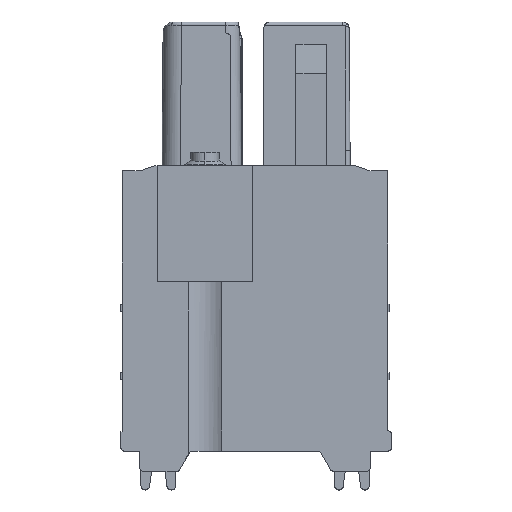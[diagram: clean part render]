
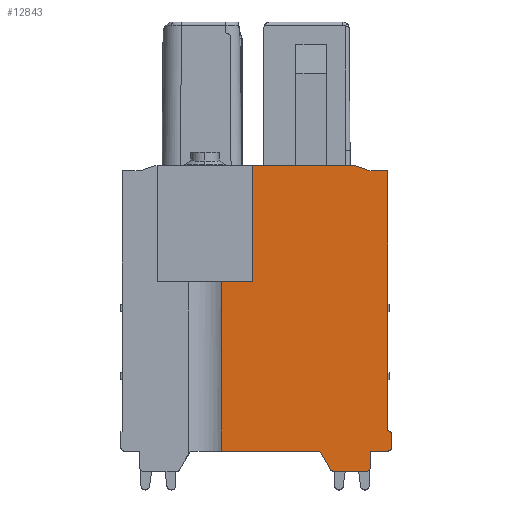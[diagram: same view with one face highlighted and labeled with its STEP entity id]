
A CAD part, top view. The second image highlights one B-rep face of the part: STEP entity #12843.
In plain terms, the highlighted planar face has unit normal (0, 0, 1).
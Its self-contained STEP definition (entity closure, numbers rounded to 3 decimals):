
#3682=DIRECTION('',(0.,-1.,0.));
#3683=VECTOR('',#3682,5.7);
#3684=CARTESIAN_POINT('',(6.4,14.,-4.85));
#3685=LINE('',#3684,#3683);
#3694=DIRECTION('',(1.,0.,0.));
#3695=VECTOR('',#3694,1.521);
#3696=CARTESIAN_POINT('',(4.879,8.3,-4.85));
#3697=LINE('',#3696,#3695);
#3698=DIRECTION('',(1.,0.,0.));
#3699=VECTOR('',#3698,5.06);
#3700=CARTESIAN_POINT('',(6.4,14.,-4.85));
#3701=LINE('',#3700,#3699);
#3702=DIRECTION('',(0.94,-0.342,0.));
#3703=VECTOR('',#3702,0.731);
#3704=CARTESIAN_POINT('',(11.46,14.,-4.85));
#3705=LINE('',#3704,#3703);
#3706=DIRECTION('',(1.,0.,0.));
#3707=VECTOR('',#3706,0.873);
#3708=CARTESIAN_POINT('',(12.147,13.75,-4.85));
#3709=LINE('',#3708,#3707);
#3710=DIRECTION('',(0.,-1.,0.));
#3711=VECTOR('',#3710,12.749);
#3712=CARTESIAN_POINT('',(13.02,13.75,-4.85));
#3713=LINE('',#3712,#3711);
#3714=DIRECTION('',(0.966,-0.259,0.));
#3715=VECTOR('',#3714,0.043);
#3716=CARTESIAN_POINT('',(13.02,1.001,-4.85));
#3717=LINE('',#3716,#3715);
#3718=CARTESIAN_POINT('',(13.01,0.797,-4.85));
#3719=DIRECTION('',(0.,0.,-1.));
#3720=DIRECTION('',(0.259,0.966,0.));
#3721=AXIS2_PLACEMENT_3D('',#3718,#3719,#3720);
#3723=DIRECTION('',(0.,-1.,0.));
#3724=VECTOR('',#3723,0.597);
#3725=CARTESIAN_POINT('',(13.21,0.797,-4.85));
#3726=LINE('',#3725,#3724);
#3727=CARTESIAN_POINT('',(13.01,0.2,-4.85));
#3728=DIRECTION('',(0.,0.,-1.));
#3729=DIRECTION('',(1.,0.,0.));
#3730=AXIS2_PLACEMENT_3D('',#3727,#3728,#3729);
#3732=DIRECTION('',(-1.,0.,0.));
#3733=VECTOR('',#3732,0.84);
#3734=CARTESIAN_POINT('',(13.01,0.,-4.85));
#3735=LINE('',#3734,#3733);
#3736=DIRECTION('',(0.,-1.,0.));
#3737=VECTOR('',#3736,0.8);
#3738=CARTESIAN_POINT('',(12.17,0.,-4.85));
#3739=LINE('',#3738,#3737);
#3740=CARTESIAN_POINT('',(11.97,-0.8,-4.85));
#3741=DIRECTION('',(0.,0.,-1.));
#3742=DIRECTION('',(1.,0.,0.));
#3743=AXIS2_PLACEMENT_3D('',#3740,#3741,#3742);
#3745=DIRECTION('',(-1.,0.,0.));
#3746=VECTOR('',#3745,1.585);
#3747=CARTESIAN_POINT('',(11.97,-1.,-4.85));
#3748=LINE('',#3747,#3746);
#3749=CARTESIAN_POINT('',(10.385,-0.8,-4.85));
#3750=DIRECTION('',(0.,0.,-1.));
#3751=DIRECTION('',(0.,-1.,0.));
#3752=AXIS2_PLACEMENT_3D('',#3749,#3750,#3751);
#3754=DIRECTION('',(-0.5,0.866,0.));
#3755=VECTOR('',#3754,1.039);
#3756=CARTESIAN_POINT('',(10.212,-0.9,-4.85));
#3757=LINE('',#3756,#3755);
#3758=DIRECTION('',(-1.,0.,0.));
#3759=VECTOR('',#3758,4.813);
#3760=CARTESIAN_POINT('',(9.693,0.,-4.85));
#3761=LINE('',#3760,#3759);
#3766=DIRECTION('',(0.,-1.,0.));
#3767=VECTOR('',#3766,8.3);
#3768=CARTESIAN_POINT('',(4.879,8.3,-4.85));
#3769=LINE('',#3768,#3767);
#7479=CARTESIAN_POINT('',(6.4,14.,-4.85));
#7480=CARTESIAN_POINT('',(11.46,14.,-4.85));
#7481=VERTEX_POINT('',#7479);
#7482=VERTEX_POINT('',#7480);
#7622=CARTESIAN_POINT('',(4.879,8.3,-4.85));
#7623=VERTEX_POINT('',#7622);
#7624=CARTESIAN_POINT('',(4.879,0.,-4.85));
#7625=VERTEX_POINT('',#7624);
#7636=CARTESIAN_POINT('',(6.4,8.3,-4.85));
#7637=VERTEX_POINT('',#7636);
#7638=CARTESIAN_POINT('',(12.147,13.75,-4.85));
#7639=VERTEX_POINT('',#7638);
#7640=CARTESIAN_POINT('',(13.02,13.75,-4.85));
#7641=VERTEX_POINT('',#7640);
#7642=CARTESIAN_POINT('',(13.02,1.001,-4.85));
#7643=VERTEX_POINT('',#7642);
#7644=CARTESIAN_POINT('',(13.062,0.99,-4.85));
#7645=VERTEX_POINT('',#7644);
#7646=CARTESIAN_POINT('',(13.21,0.797,-4.85));
#7647=VERTEX_POINT('',#7646);
#7648=CARTESIAN_POINT('',(13.21,0.2,-4.85));
#7649=VERTEX_POINT('',#7648);
#7650=CARTESIAN_POINT('',(13.01,0.,-4.85));
#7651=VERTEX_POINT('',#7650);
#7652=CARTESIAN_POINT('',(12.17,0.,-4.85));
#7653=VERTEX_POINT('',#7652);
#7654=CARTESIAN_POINT('',(12.17,-0.8,-4.85));
#7655=VERTEX_POINT('',#7654);
#7656=CARTESIAN_POINT('',(11.97,-1.,-4.85));
#7657=VERTEX_POINT('',#7656);
#7658=CARTESIAN_POINT('',(10.385,-1.,-4.85));
#7659=VERTEX_POINT('',#7658);
#7660=CARTESIAN_POINT('',(10.212,-0.9,-4.85));
#7661=VERTEX_POINT('',#7660);
#7662=CARTESIAN_POINT('',(9.693,0.,-4.85));
#7663=VERTEX_POINT('',#7662);
#12811=CARTESIAN_POINT('',(9.045,6.5,-4.85));
#12812=DIRECTION('',(0.,0.,1.));
#12813=DIRECTION('',(1.,0.,0.));
#12814=AXIS2_PLACEMENT_3D('',#12811,#12812,#12813);
#12815=PLANE('',#12814);
#12817=ORIENTED_EDGE('',*,*,#12816,.F.);
#12819=ORIENTED_EDGE('',*,*,#12818,.T.);
#12820=ORIENTED_EDGE('',*,*,#12802,.F.);
#12821=ORIENTED_EDGE('',*,*,#8161,.T.);
#12822=ORIENTED_EDGE('',*,*,#10279,.T.);
#12823=ORIENTED_EDGE('',*,*,#10306,.T.);
#12824=ORIENTED_EDGE('',*,*,#10378,.T.);
#12825=ORIENTED_EDGE('',*,*,#10725,.T.);
#12826=ORIENTED_EDGE('',*,*,#10740,.T.);
#12827=ORIENTED_EDGE('',*,*,#10755,.T.);
#12828=ORIENTED_EDGE('',*,*,#10770,.T.);
#12829=ORIENTED_EDGE('',*,*,#10789,.T.);
#12831=ORIENTED_EDGE('',*,*,#12830,.T.);
#12833=ORIENTED_EDGE('',*,*,#12832,.T.);
#12835=ORIENTED_EDGE('',*,*,#12834,.T.);
#12837=ORIENTED_EDGE('',*,*,#12836,.T.);
#12839=ORIENTED_EDGE('',*,*,#12838,.T.);
#12840=ORIENTED_EDGE('',*,*,#10893,.T.);
#12841=EDGE_LOOP('',(#12817,#12819,#12820,#12821,#12822,#12823,#12824,#12825,
#12826,#12827,#12828,#12829,#12831,#12833,#12835,#12837,#12839,#12840));
#12842=FACE_OUTER_BOUND('',#12841,.F.);
#12843=ADVANCED_FACE('',(#12842),#12815,.T.);
#3722=CIRCLE('',#3721,0.2);
#3731=CIRCLE('',#3730,0.2);
#3744=CIRCLE('',#3743,0.2);
#3753=CIRCLE('',#3752,0.2);
#8161=EDGE_CURVE('',#7481,#7482,#3701,.T.);
#10279=EDGE_CURVE('',#7482,#7639,#3705,.T.);
#10306=EDGE_CURVE('',#7639,#7641,#3709,.T.);
#10378=EDGE_CURVE('',#7641,#7643,#3713,.T.);
#10725=EDGE_CURVE('',#7643,#7645,#3717,.T.);
#10740=EDGE_CURVE('',#7645,#7647,#3722,.T.);
#10755=EDGE_CURVE('',#7647,#7649,#3726,.T.);
#10770=EDGE_CURVE('',#7649,#7651,#3731,.T.);
#10789=EDGE_CURVE('',#7651,#7653,#3735,.T.);
#10893=EDGE_CURVE('',#7663,#7625,#3761,.T.);
#12802=EDGE_CURVE('',#7481,#7637,#3685,.T.);
#12816=EDGE_CURVE('',#7623,#7625,#3769,.T.);
#12818=EDGE_CURVE('',#7623,#7637,#3697,.T.);
#12830=EDGE_CURVE('',#7653,#7655,#3739,.T.);
#12832=EDGE_CURVE('',#7655,#7657,#3744,.T.);
#12834=EDGE_CURVE('',#7657,#7659,#3748,.T.);
#12836=EDGE_CURVE('',#7659,#7661,#3753,.T.);
#12838=EDGE_CURVE('',#7661,#7663,#3757,.T.);
